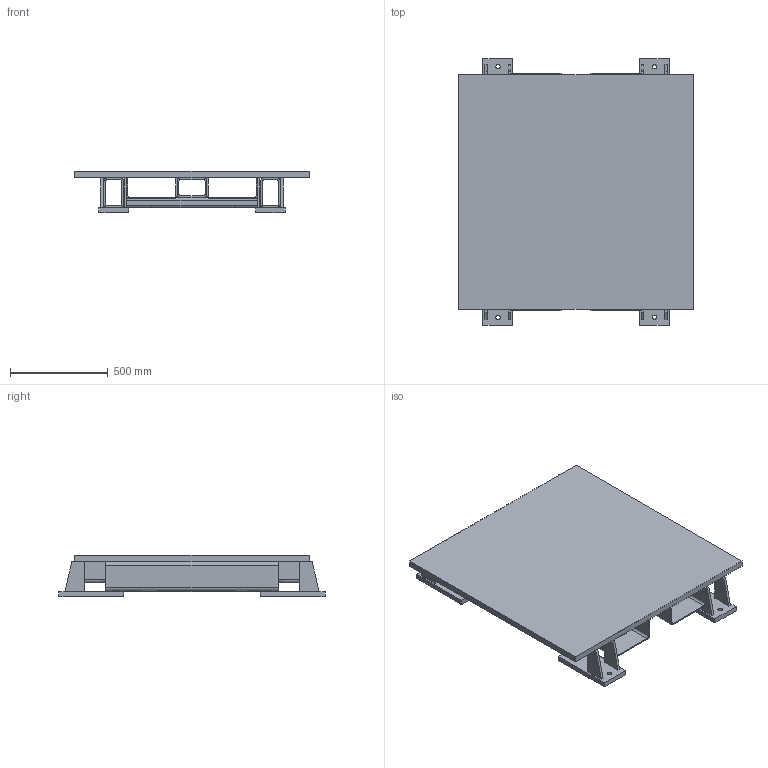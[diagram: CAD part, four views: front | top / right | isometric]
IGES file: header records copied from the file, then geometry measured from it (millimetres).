
Global section: file name: ASB1212.igs; native system: NX V9.0; preprocessor: SIEMENS PLM Software NX 9.0; date: 20171004.122430; units: millimetre
Bounding box: 1200 x 1360 x 210 mm (x, y, z)
Surface area: 8150772.9 mm2 (no closed solid volume)
Topology: 0 solids, 0 shells, 246 faces, 1676 edges, 1668 vertices
Faces by surface type: bspline 246
